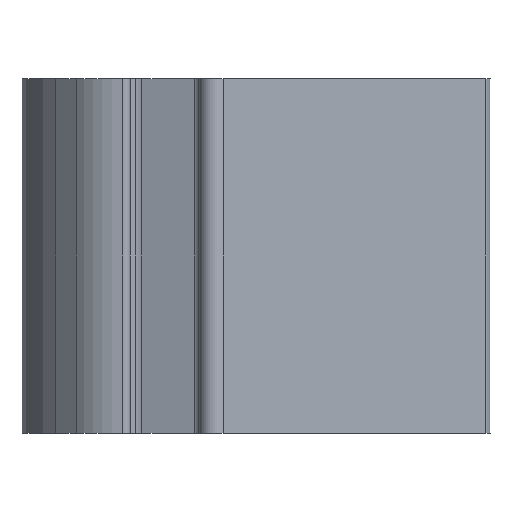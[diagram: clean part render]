
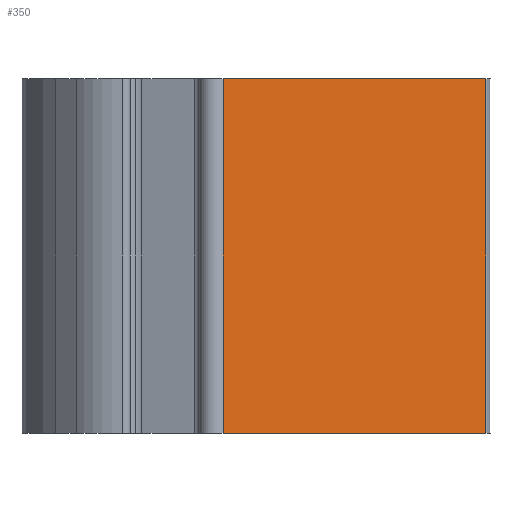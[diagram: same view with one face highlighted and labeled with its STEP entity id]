
A CAD part, left-side view. The second image highlights one B-rep face of the part: STEP entity #350.
In plain terms, the highlighted planar face has unit normal (-0.707, -0.707, 0).
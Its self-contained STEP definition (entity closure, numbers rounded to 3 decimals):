
#45 = CARTESIAN_POINT ( 'NONE',  ( -19.207, -1.707, 0. ) ) ;
#69 = ORIENTED_EDGE ( 'NONE', *, *, #364, .F. ) ;
#94 = VERTEX_POINT ( 'NONE', #45 ) ;
#99 = CARTESIAN_POINT ( 'NONE',  ( -0.707, -20.207, 0. ) ) ;
#129 = EDGE_CURVE ( 'NONE', #191, #495, #758, .T. ) ;
#136 = VECTOR ( 'NONE', #479, 1000. ) ;
#138 = CARTESIAN_POINT ( 'NONE',  ( -19.207, -1.707, -25. ) ) ;
#139 = CARTESIAN_POINT ( 'NONE',  ( -19.207, -1.707, -25. ) ) ;
#141 = CARTESIAN_POINT ( 'NONE',  ( -0.707, -20.207, -25. ) ) ;
#181 = ORIENTED_EDGE ( 'NONE', *, *, #644, .F. ) ;
#191 = VERTEX_POINT ( 'NONE', #141 ) ;
#194 = CARTESIAN_POINT ( 'NONE',  ( -19.207, -1.707, -25. ) ) ;
#224 = CARTESIAN_POINT ( 'NONE',  ( -19.207, -1.707, 0. ) ) ;
#289 = DIRECTION ( 'NONE',  ( -0.707, -0.707, 0. ) ) ;
#313 = EDGE_CURVE ( 'NONE', #892, #191, #633, .T. ) ;
#350 = ADVANCED_FACE ( 'NONE', ( #845 ), #502, .T. ) ;
#364 = EDGE_CURVE ( 'NONE', #94, #495, #858, .T. ) ;
#413 = CARTESIAN_POINT ( 'NONE',  ( -19.207, -1.707, -25. ) ) ;
#435 = ORIENTED_EDGE ( 'NONE', *, *, #129, .T. ) ;
#443 = DIRECTION ( 'NONE',  ( 0., 0., 1. ) ) ;
#479 = DIRECTION ( 'NONE',  ( 0.707, -0.707, 0. ) ) ;
#482 = DIRECTION ( 'NONE',  ( 0., 0., 1. ) ) ;
#495 = VERTEX_POINT ( 'NONE', #99 ) ;
#502 = PLANE ( 'NONE',  #835 ) ;
#526 = DIRECTION ( 'NONE',  ( 0.707, -0.707, 0. ) ) ;
#547 = CARTESIAN_POINT ( 'NONE',  ( -0.707, -20.207, -25. ) ) ;
#633 = LINE ( 'NONE', #194, #136 ) ;
#644 = EDGE_CURVE ( 'NONE', #892, #94, #794, .T. ) ;
#663 = VECTOR ( 'NONE', #443, 1000. ) ;
#729 = EDGE_LOOP ( 'NONE', ( #69, #181, #923, #435 ) ) ;
#758 = LINE ( 'NONE', #547, #793 ) ;
#783 = DIRECTION ( 'NONE',  ( 0.707, -0.707, 0. ) ) ;
#793 = VECTOR ( 'NONE', #482, 1000. ) ;
#794 = LINE ( 'NONE', #139, #663 ) ;
#818 = VECTOR ( 'NONE', #526, 1000. ) ;
#835 = AXIS2_PLACEMENT_3D ( 'NONE', #138, #289, #783 ) ;
#845 = FACE_OUTER_BOUND ( 'NONE', #729, .T. ) ;
#858 = LINE ( 'NONE', #224, #818 ) ;
#892 = VERTEX_POINT ( 'NONE', #413 ) ;
#923 = ORIENTED_EDGE ( 'NONE', *, *, #313, .T. ) ;
